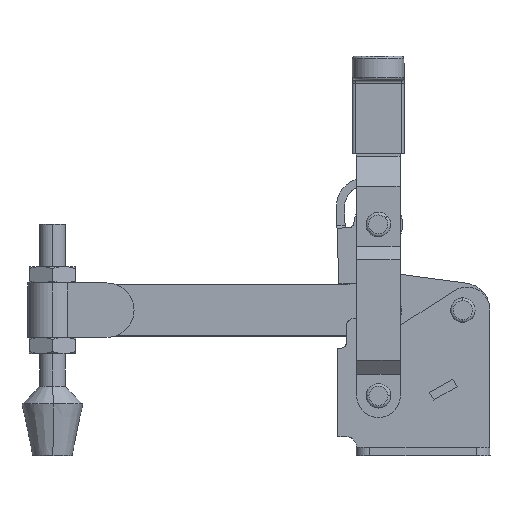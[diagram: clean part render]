
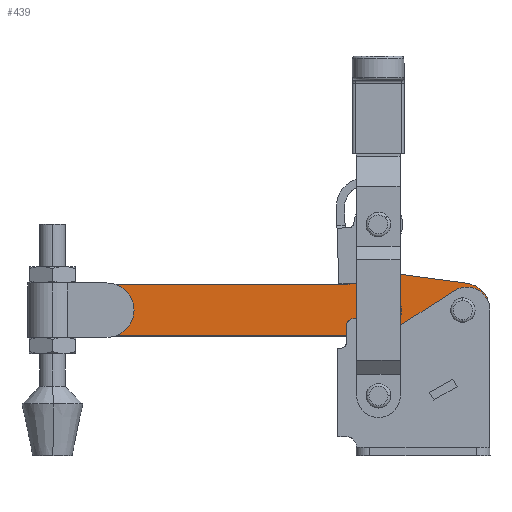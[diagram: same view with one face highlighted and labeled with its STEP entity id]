
A CAD part, top view. The second image highlights one B-rep face of the part: STEP entity #439.
In plain terms, the highlighted planar face has unit normal (0, 0, 1).
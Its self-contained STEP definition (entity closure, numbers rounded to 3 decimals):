
#38 = ORIENTED_EDGE ( 'NONE', *, *, #6785, .T. ) ;
#117 = VECTOR ( 'NONE', #9434, 1000. ) ;
#180 = EDGE_CURVE ( 'NONE', #6225, #5403, #2105, .T. ) ;
#203 = EDGE_CURVE ( 'NONE', #9231, #3877, #6535, .T. ) ;
#311 = CARTESIAN_POINT ( 'NONE',  ( -49.047, 64.184, 4. ) ) ;
#321 = CARTESIAN_POINT ( 'NONE',  ( -38.133, 39.625, 4. ) ) ;
#413 = CARTESIAN_POINT ( 'NONE',  ( -52.278, 63., 4. ) ) ;
#439 = ADVANCED_FACE ( 'NONE', ( #7497, #1416, #10289 ), #7240, .T. ) ;
#635 = LINE ( 'NONE', #9883, #4675 ) ;
#971 = VERTEX_POINT ( 'NONE', #5796 ) ;
#1053 = EDGE_CURVE ( 'NONE', #4613, #971, #8467, .T. ) ;
#1062 = ORIENTED_EDGE ( 'NONE', *, *, #1053, .T. ) ;
#1095 = ORIENTED_EDGE ( 'NONE', *, *, #3599, .F. ) ;
#1244 = ORIENTED_EDGE ( 'NONE', *, *, #5427, .T. ) ;
#1267 = ORIENTED_EDGE ( 'NONE', *, *, #7849, .F. ) ;
#1384 = ORIENTED_EDGE ( 'NONE', *, *, #7017, .T. ) ;
#1416 = FACE_BOUND ( 'NONE', #3934, .T. ) ;
#1692 = DIRECTION ( 'NONE',  ( 1., 0., 0. ) ) ;
#1719 = DIRECTION ( 'NONE',  ( 0., 0., 1. ) ) ;
#1765 = CARTESIAN_POINT ( 'NONE',  ( -37., 53.496, 4. ) ) ;
#1796 = CARTESIAN_POINT ( 'NONE',  ( -40., 53.496, 4. ) ) ;
#1882 = LINE ( 'NONE', #321, #6262 ) ;
#1926 = CARTESIAN_POINT ( 'NONE',  ( -10., 53.5, 4. ) ) ;
#1971 = EDGE_LOOP ( 'NONE', ( #1095, #6883 ) ) ;
#2049 = CIRCLE ( 'NONE', #5648, 3. ) ;
#2050 = LINE ( 'NONE', #7464, #2522 ) ;
#2096 = AXIS2_PLACEMENT_3D ( 'NONE', #5419, #10872, #9127 ) ;
#2105 = CIRCLE ( 'NONE', #3858, 5. ) ;
#2144 = EDGE_CURVE ( 'NONE', #971, #5892, #2050, .T. ) ;
#2163 = VERTEX_POINT ( 'NONE', #7290 ) ;
#2522 = VECTOR ( 'NONE', #3761, 1000. ) ;
#2587 = AXIS2_PLACEMENT_3D ( 'NONE', #7197, #7079, #7065 ) ;
#2704 = VERTEX_POINT ( 'NONE', #1765 ) ;
#2737 = ORIENTED_EDGE ( 'NONE', *, *, #4801, .T. ) ;
#2953 = ORIENTED_EDGE ( 'NONE', *, *, #6089, .T. ) ;
#3099 = CIRCLE ( 'NONE', #9669, 3. ) ;
#3188 = CARTESIAN_POINT ( 'NONE',  ( -8.667, 63.411, 4. ) ) ;
#3226 = VERTEX_POINT ( 'NONE', #3188 ) ;
#3599 = EDGE_CURVE ( 'NONE', #3877, #9231, #3099, .T. ) ;
#3643 = AXIS2_PLACEMENT_3D ( 'NONE', #3718, #5184, #9887 ) ;
#3650 = VERTEX_POINT ( 'NONE', #4231 ) ;
#3711 = EDGE_CURVE ( 'NONE', #2704, #9355, #10049, .T. ) ;
#3718 = CARTESIAN_POINT ( 'NONE',  ( -10., 53.5, 4. ) ) ;
#3761 = DIRECTION ( 'NONE',  ( 0., -1., 0. ) ) ;
#3836 = AXIS2_PLACEMENT_3D ( 'NONE', #1926, #8888, #9725 ) ;
#3858 = AXIS2_PLACEMENT_3D ( 'NONE', #10481, #9381, #10559 ) ;
#3877 = VERTEX_POINT ( 'NONE', #4275 ) ;
#3934 = EDGE_LOOP ( 'NONE', ( #1267, #7537 ) ) ;
#3945 = VERTEX_POINT ( 'NONE', #311 ) ;
#4016 = DIRECTION ( 'NONE',  ( 1., 0., 0. ) ) ;
#4119 = CIRCLE ( 'NONE', #8072, 5. ) ;
#4231 = CARTESIAN_POINT ( 'NONE',  ( -38.133, 39.625, 4. ) ) ;
#4275 = CARTESIAN_POINT ( 'NONE',  ( -13., 53.5, 4. ) ) ;
#4520 = CARTESIAN_POINT ( 'NONE',  ( -140.3, 44., 4. ) ) ;
#4598 = DIRECTION ( 'NONE',  ( 0., 0., 1. ) ) ;
#4612 = ORIENTED_EDGE ( 'NONE', *, *, #10748, .T. ) ;
#4613 = VERTEX_POINT ( 'NONE', #413 ) ;
#4675 = VECTOR ( 'NONE', #9874, 1000. ) ;
#4762 = CIRCLE ( 'NONE', #4772, 14. ) ;
#4772 = AXIS2_PLACEMENT_3D ( 'NONE', #7355, #7349, #7306 ) ;
#4801 = EDGE_CURVE ( 'NONE', #3650, #2163, #1882, .T. ) ;
#4981 = DIRECTION ( 'NONE',  ( 0., 0., -1. ) ) ;
#4987 = CARTESIAN_POINT ( 'NONE',  ( -40., 53.496, 4. ) ) ;
#5179 = VECTOR ( 'NONE', #10905, 1000. ) ;
#5184 = DIRECTION ( 'NONE',  ( 0., 0., 1. ) ) ;
#5403 = VERTEX_POINT ( 'NONE', #10582 ) ;
#5419 = CARTESIAN_POINT ( 'NONE',  ( -40., 53.5, 4. ) ) ;
#5427 = EDGE_CURVE ( 'NONE', #3945, #4613, #4119, .T. ) ;
#5648 = AXIS2_PLACEMENT_3D ( 'NONE', #1796, #1719, #1692 ) ;
#5760 = CARTESIAN_POINT ( 'NONE',  ( -43., 53.496, 4. ) ) ;
#5782 = ORIENTED_EDGE ( 'NONE', *, *, #2144, .T. ) ;
#5796 = CARTESIAN_POINT ( 'NONE',  ( -140.3, 63., 4. ) ) ;
#5892 = VERTEX_POINT ( 'NONE', #4520 ) ;
#6065 = CIRCLE ( 'NONE', #3836, 10. ) ;
#6072 = CARTESIAN_POINT ( 'NONE',  ( -52.278, 44., 4. ) ) ;
#6089 = EDGE_CURVE ( 'NONE', #5403, #3650, #4762, .T. ) ;
#6146 = VERTEX_POINT ( 'NONE', #6779 ) ;
#6209 = CARTESIAN_POINT ( 'NONE',  ( -7., 53.5, 4. ) ) ;
#6225 = VERTEX_POINT ( 'NONE', #6072 ) ;
#6262 = VECTOR ( 'NONE', #6337, 1000. ) ;
#6337 = DIRECTION ( 'NONE',  ( 0.991, 0.133, 0. ) ) ;
#6428 = ORIENTED_EDGE ( 'NONE', *, *, #180, .T. ) ;
#6462 = CIRCLE ( 'NONE', #2096, 14. ) ;
#6535 = CIRCLE ( 'NONE', #3643, 3. ) ;
#6779 = CARTESIAN_POINT ( 'NONE',  ( -38.133, 67.375, 4. ) ) ;
#6785 = EDGE_CURVE ( 'NONE', #6146, #3945, #6462, .T. ) ;
#6883 = ORIENTED_EDGE ( 'NONE', *, *, #203, .F. ) ;
#7017 = EDGE_CURVE ( 'NONE', #2163, #3226, #6065, .T. ) ;
#7065 = DIRECTION ( 'NONE',  ( 1., 0., 0. ) ) ;
#7079 = DIRECTION ( 'NONE',  ( 0., 0., 1. ) ) ;
#7104 = DIRECTION ( 'NONE',  ( 1., 0., 0. ) ) ;
#7135 = DIRECTION ( 'NONE',  ( 0., 0., 1. ) ) ;
#7147 = CARTESIAN_POINT ( 'NONE',  ( -10., 53.5, 4. ) ) ;
#7197 = CARTESIAN_POINT ( 'NONE',  ( -135.3, 49., 4. ) ) ;
#7240 = PLANE ( 'NONE',  #2587 ) ;
#7290 = CARTESIAN_POINT ( 'NONE',  ( -8.667, 43.589, 4. ) ) ;
#7306 = DIRECTION ( 'NONE',  ( 1., 0., 0. ) ) ;
#7349 = DIRECTION ( 'NONE',  ( 0., 0., 1. ) ) ;
#7355 = CARTESIAN_POINT ( 'NONE',  ( -40., 53.5, 4. ) ) ;
#7464 = CARTESIAN_POINT ( 'NONE',  ( -140.3, 49., 4. ) ) ;
#7497 = FACE_BOUND ( 'NONE', #1971, .T. ) ;
#7537 = ORIENTED_EDGE ( 'NONE', *, *, #3711, .F. ) ;
#7849 = EDGE_CURVE ( 'NONE', #9355, #2704, #2049, .T. ) ;
#8003 = DIRECTION ( 'NONE',  ( 1., 0., 0. ) ) ;
#8072 = AXIS2_PLACEMENT_3D ( 'NONE', #10461, #4981, #8003 ) ;
#8467 = LINE ( 'NONE', #9539, #117 ) ;
#8701 = EDGE_CURVE ( 'NONE', #5892, #6225, #635, .T. ) ;
#8821 = EDGE_LOOP ( 'NONE', ( #5782, #9949, #6428, #2953, #2737, #1384, #4612, #38, #1244, #1062 ) ) ;
#8888 = DIRECTION ( 'NONE',  ( 0., 0., 1. ) ) ;
#9127 = DIRECTION ( 'NONE',  ( 1., 0., 0. ) ) ;
#9231 = VERTEX_POINT ( 'NONE', #6209 ) ;
#9355 = VERTEX_POINT ( 'NONE', #5760 ) ;
#9381 = DIRECTION ( 'NONE',  ( 0., 0., -1. ) ) ;
#9434 = DIRECTION ( 'NONE',  ( -1., 0., 0. ) ) ;
#9539 = CARTESIAN_POINT ( 'NONE',  ( -52.278, 63., 4. ) ) ;
#9669 = AXIS2_PLACEMENT_3D ( 'NONE', #7147, #7135, #7104 ) ;
#9725 = DIRECTION ( 'NONE',  ( 1., 0., 0. ) ) ;
#9874 = DIRECTION ( 'NONE',  ( 1., 0., 0. ) ) ;
#9883 = CARTESIAN_POINT ( 'NONE',  ( -52.278, 44., 4. ) ) ;
#9887 = DIRECTION ( 'NONE',  ( 1., 0., 0. ) ) ;
#9949 = ORIENTED_EDGE ( 'NONE', *, *, #8701, .T. ) ;
#10049 = CIRCLE ( 'NONE', #10378, 3. ) ;
#10154 = LINE ( 'NONE', #10973, #5179 ) ;
#10289 = FACE_OUTER_BOUND ( 'NONE', #8821, .T. ) ;
#10378 = AXIS2_PLACEMENT_3D ( 'NONE', #4987, #4598, #4016 ) ;
#10461 = CARTESIAN_POINT ( 'NONE',  ( -52.278, 68., 4. ) ) ;
#10481 = CARTESIAN_POINT ( 'NONE',  ( -52.278, 39., 4. ) ) ;
#10559 = DIRECTION ( 'NONE',  ( 1., 0., 0. ) ) ;
#10582 = CARTESIAN_POINT ( 'NONE',  ( -49.047, 42.816, 4. ) ) ;
#10748 = EDGE_CURVE ( 'NONE', #3226, #6146, #10154, .T. ) ;
#10872 = DIRECTION ( 'NONE',  ( 0., 0., 1. ) ) ;
#10905 = DIRECTION ( 'NONE',  ( -0.991, 0.133, 0. ) ) ;
#10973 = CARTESIAN_POINT ( 'NONE',  ( -38.133, 67.375, 4. ) ) ;
